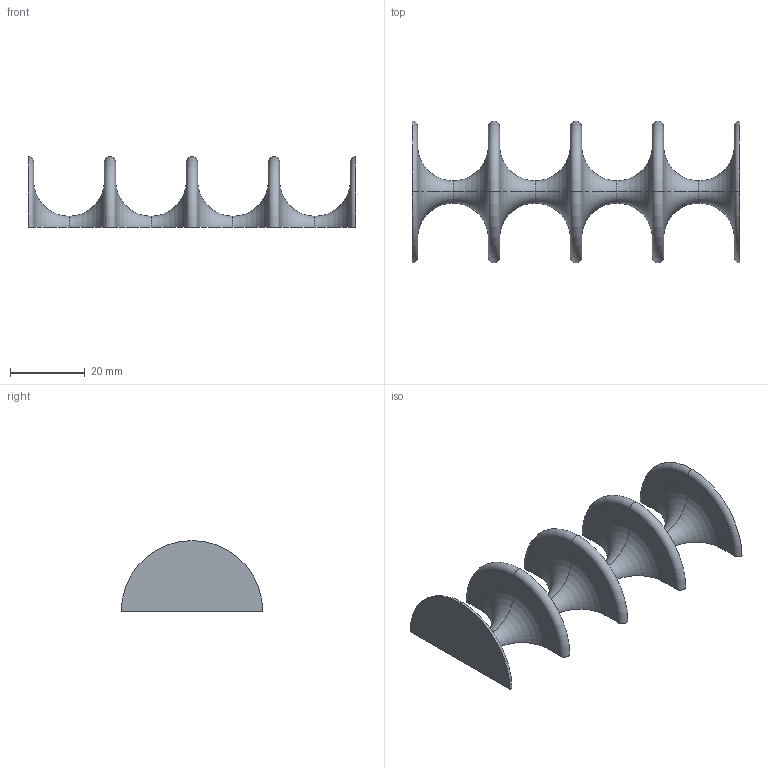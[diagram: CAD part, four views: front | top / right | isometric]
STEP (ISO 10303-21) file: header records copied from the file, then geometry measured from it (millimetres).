
FILE_DESCRIPTION (( 'STEP AP203' ), '1' );
FILE_NAME ('whole snake in.STEP', '2023-09-19T03:26:29', ( '' ), ( '' ), 'SwSTEP 2.0', 'SolidWorks 2021', '' );
FILE_SCHEMA (( 'CONFIG_CONTROL_DESIGN' ));
Length unit declared in the file: millimetre
Products named in the file (1): whole snake in
Bounding box: 88 x 38 x 19 mm (x, y, z)
Volume: 10145.8 mm3; surface area: 7745.9 mm2
Topology: 1 solids, 1 shells, 37 faces, 101 edges, 66 vertices
Faces by surface type: torus 26, plane 11
Entity records: 1303 total; most frequent: DIRECTION 260, CARTESIAN_POINT 205, ORIENTED_EDGE 202, AXIS2_PLACEMENT_3D 121, EDGE_CURVE 101, CIRCLE 83, VERTEX_POINT 66, ADVANCED_FACE 37
